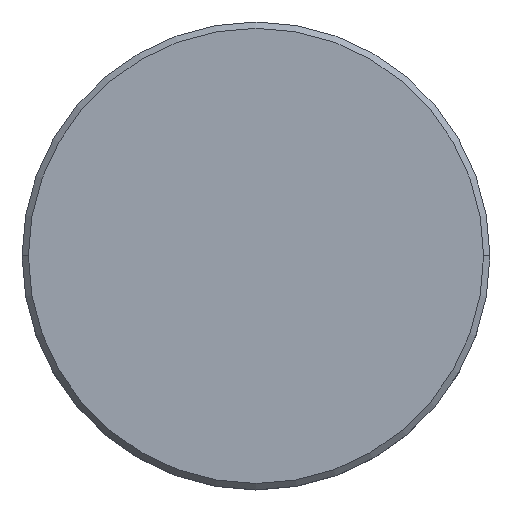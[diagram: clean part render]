
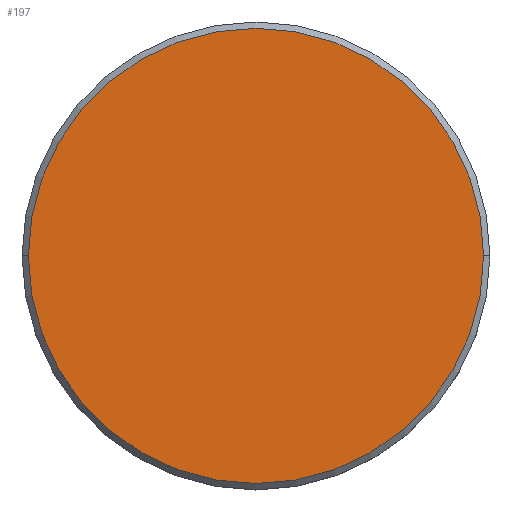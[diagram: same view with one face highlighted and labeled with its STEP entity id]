
A CAD part, top view. The second image highlights one B-rep face of the part: STEP entity #197.
In plain terms, the highlighted planar face has unit normal (0, 0, 1).
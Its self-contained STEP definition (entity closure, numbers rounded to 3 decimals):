
#1 = CARTESIAN_POINT ( 'NONE',  ( 0., 0., 0. ) ) ;
#27 = DIRECTION ( 'NONE',  ( 0., 0., 1. ) ) ;
#36 = AXIS2_PLACEMENT_3D ( 'NONE', #387, #27, #86 ) ;
#39 = DIRECTION ( 'NONE',  ( 1., 0., 0. ) ) ;
#49 = EDGE_CURVE ( 'NONE', #135, #213, #62, .T. ) ;
#62 = CIRCLE ( 'NONE', #220, 18. ) ;
#79 = AXIS2_PLACEMENT_3D ( 'NONE', #303, #395, #268 ) ;
#86 = DIRECTION ( 'NONE',  ( 1., 0., 0. ) ) ;
#117 = CIRCLE ( 'NONE', #36, 18. ) ;
#135 = VERTEX_POINT ( 'NONE', #286 ) ;
#138 = FACE_OUTER_BOUND ( 'NONE', #235, .T. ) ;
#147 = EDGE_CURVE ( 'NONE', #213, #135, #117, .T. ) ;
#162 = PLANE ( 'NONE',  #79 ) ;
#197 = ADVANCED_FACE ( 'NONE', ( #138 ), #162, .T. ) ;
#213 = VERTEX_POINT ( 'NONE', #323 ) ;
#220 = AXIS2_PLACEMENT_3D ( 'NONE', #1, #355, #39 ) ;
#235 = EDGE_LOOP ( 'NONE', ( #296, #285 ) ) ;
#268 = DIRECTION ( 'NONE',  ( 1., 0., 0. ) ) ;
#285 = ORIENTED_EDGE ( 'NONE', *, *, #49, .T. ) ;
#286 = CARTESIAN_POINT ( 'NONE',  ( 18., 0., 0. ) ) ;
#296 = ORIENTED_EDGE ( 'NONE', *, *, #147, .T. ) ;
#303 = CARTESIAN_POINT ( 'NONE',  ( 0., 0., 0. ) ) ;
#323 = CARTESIAN_POINT ( 'NONE',  ( -18., 0., 0. ) ) ;
#355 = DIRECTION ( 'NONE',  ( 0., 0., 1. ) ) ;
#387 = CARTESIAN_POINT ( 'NONE',  ( 0., 0., 0. ) ) ;
#395 = DIRECTION ( 'NONE',  ( 0., 0., 1. ) ) ;
